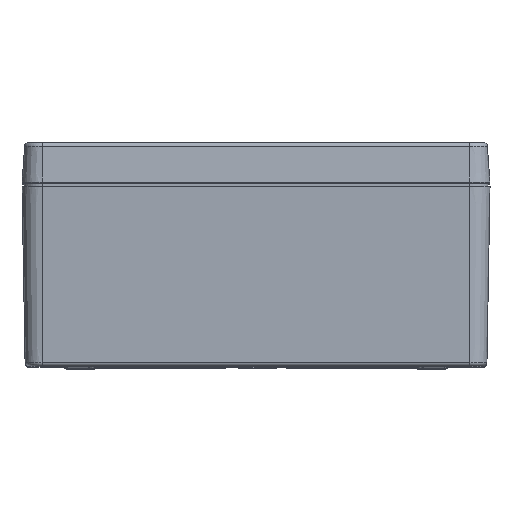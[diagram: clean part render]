
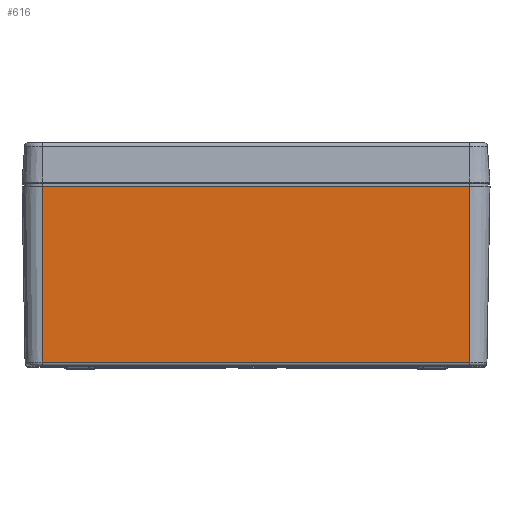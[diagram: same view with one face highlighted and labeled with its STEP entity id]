
A CAD part, top view. The second image highlights one B-rep face of the part: STEP entity #616.
In plain terms, the highlighted planar face has unit normal (0, -0.018, 1).
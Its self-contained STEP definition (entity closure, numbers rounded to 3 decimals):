
#616 = ADVANCED_FACE( '', ( #1960 ), #1961, .T. );
#1960 = FACE_OUTER_BOUND( '', #4751, .T. );
#1961 = PLANE( '', #4752 );
#4751 = EDGE_LOOP( '', ( #10929, #10930, #10931, #10932 ) );
#4752 = AXIS2_PLACEMENT_3D( '', #10933, #10934, #10935 );
#10929 = ORIENTED_EDGE( '', *, *, #19884, .F. );
#10930 = ORIENTED_EDGE( '', *, *, #19885, .F. );
#10931 = ORIENTED_EDGE( '', *, *, #19886, .T. );
#10932 = ORIENTED_EDGE( '', *, *, #19887, .F. );
#10933 = CARTESIAN_POINT( '', ( -116.144, 88.5, 165. ) );
#10934 = DIRECTION( '', ( 0., -0.017, 1. ) );
#10935 = DIRECTION( '', ( -1., 0., 0. ) );
#19884 = EDGE_CURVE( '', #23197, #23198, #23199, .T. );
#19885 = EDGE_CURVE( '', #23200, #23197, #23201, .T. );
#19886 = EDGE_CURVE( '', #23200, #23202, #23203, .T. );
#19887 = EDGE_CURVE( '', #23198, #23202, #23204, .T. );
#23197 = VERTEX_POINT( '', #29030 );
#23198 = VERTEX_POINT( '', #29031 );
#23199 = LINE( '', #29032, #29033 );
#23200 = VERTEX_POINT( '', #29034 );
#23201 = LINE( '', #29035, #29036 );
#23202 = VERTEX_POINT( '', #29037 );
#23203 = LINE( '', #29038, #29039 );
#23204 = LINE( '', #29040, #29041 );
#29030 = CARTESIAN_POINT( '', ( 105., 88.5, 165. ) );
#29031 = CARTESIAN_POINT( '', ( 105., 1.965, 163.49 ) );
#29032 = CARTESIAN_POINT( '', ( 105., 88.5, 165. ) );
#29033 = VECTOR( '', #38680, 1000. );
#29034 = CARTESIAN_POINT( '', ( -105., 88.5, 165. ) );
#29035 = CARTESIAN_POINT( '', ( -105., 88.5, 165. ) );
#29036 = VECTOR( '', #38681, 1000. );
#29037 = CARTESIAN_POINT( '', ( -105., 1.965, 163.49 ) );
#29038 = CARTESIAN_POINT( '', ( -105., 88.5, 165. ) );
#29039 = VECTOR( '', #38682, 1000. );
#29040 = CARTESIAN_POINT( '', ( 105., 1.965, 163.49 ) );
#29041 = VECTOR( '', #38683, 1000. );
#38680 = DIRECTION( '', ( 0., -1., -0.017 ) );
#38681 = DIRECTION( '', ( 1., 0., 0. ) );
#38682 = DIRECTION( '', ( 0., -1., -0.017 ) );
#38683 = DIRECTION( '', ( -1., 0., 0. ) );
